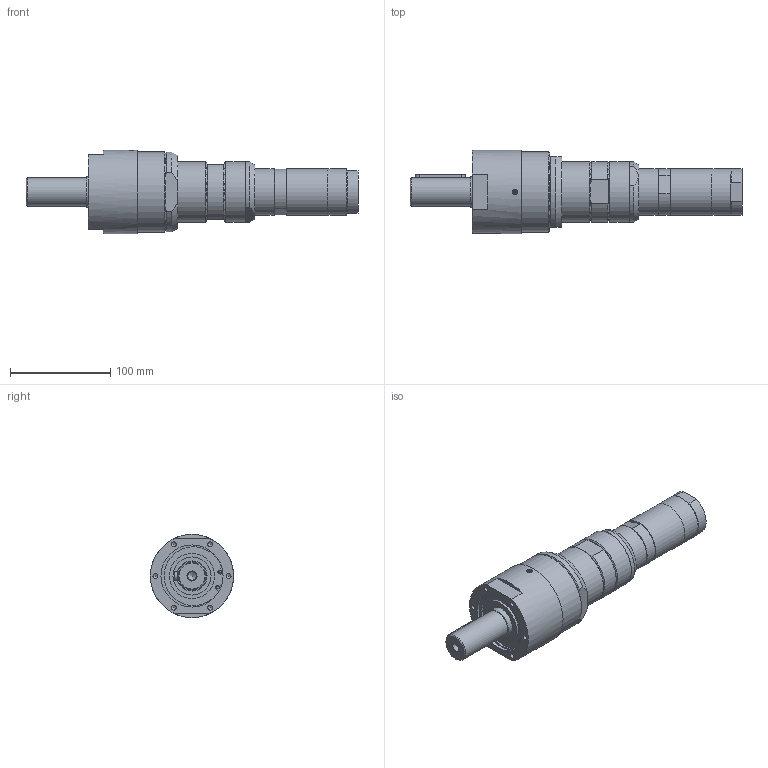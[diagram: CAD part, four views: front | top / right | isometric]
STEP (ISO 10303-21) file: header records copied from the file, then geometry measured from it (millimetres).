
FILE_DESCRIPTION((''),'2;1');
FILE_NAME('MRD 65-35_60024655.stp','2012-07-18T09:59:48',('ibasyouni'),(''),'Autodesk Inventor 2012','Autodesk Inventor 2012','');
FILE_SCHEMA(('AUTOMOTIVE_DESIGN { 1 0 10303 214 1 1 1 1 }'));
Length unit declared in the file: millimetre
Products named in the file (3): MRD 65-331; 9314731 Sicherungsring
Assembly tree (2 placements, depth 2):
  MRD 65-331
    MRD 65-331
    9314731 Sicherungsring
Bounding box: 331.5 x 83 x 83 mm (x, y, z)
Volume: 863711.1 mm3; surface area: 85100.5 mm2
Topology: 3 solids, 3 shells, 190 faces, 438 edges, 279 vertices
Faces by surface type: plane 100, cylinder 52, cone 34, bspline 2, sphere 2
Full cylindrical faces by diameter (mm): 1.55 x2, 2.5 x2, 4.917 x6, 5 x2, 5.5 x2, 8.376 x1, 11.445 x1, 18.631 x1, 28 x1, 30 x1, 38 x1, 45 x1, 46 x3, 46.5 x1, 60 x2, 62 x1, 65 x1, 68.16 x1, 80 x1, 83 x1
Entity records: 5379 total; most frequent: CARTESIAN_POINT 1293, DIRECTION 842, ORIENTED_EDGE 728, EDGE_CURVE 364, AXIS2_PLACEMENT_3D 327, EDGE_LOOP 274, VERTEX_POINT 258, FACE_OUTER_BOUND 190
